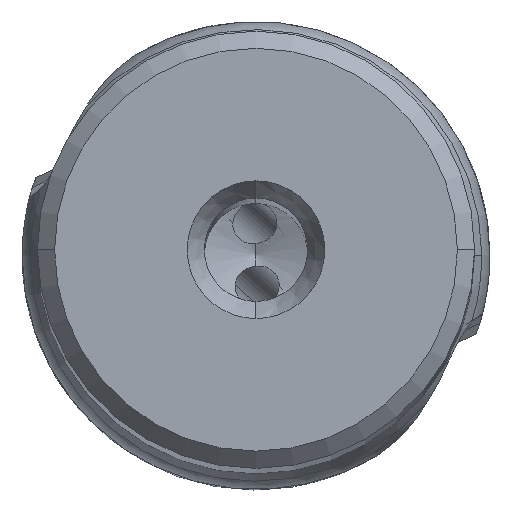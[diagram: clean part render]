
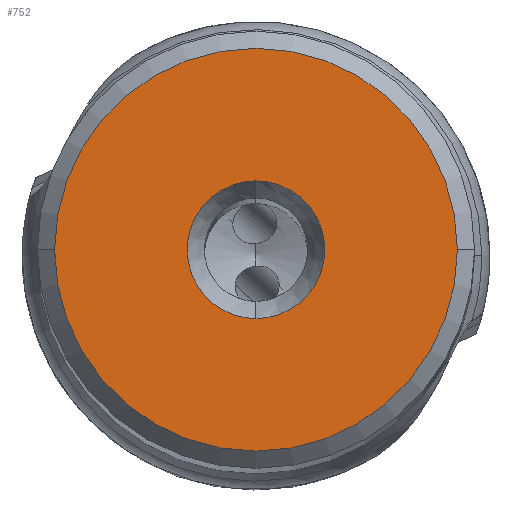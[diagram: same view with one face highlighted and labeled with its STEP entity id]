
A CAD part, top view. The second image highlights one B-rep face of the part: STEP entity #752.
In plain terms, the highlighted planar face has unit normal (0, 0, 1).
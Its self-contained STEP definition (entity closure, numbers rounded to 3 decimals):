
#145=PLANE('',#4230);
#174=FACE_BOUND('',#1281,.T.);
#175=FACE_BOUND('',#1282,.T.);
#752=ADVANCED_FACE('',(#174,#175),#145,.T.);
#1281=EDGE_LOOP('',(#2297,#2298,#2299));
#1282=EDGE_LOOP('',(#2300,#2301));
#1444=CIRCLE('',#4224,4.);
#1445=CIRCLE('',#4226,11.7);
#1446=CIRCLE('',#4227,11.7);
#1447=CIRCLE('',#4228,11.7);
#1448=CIRCLE('',#4229,4.);
#2297=ORIENTED_EDGE('',*,*,#3523,.F.);
#2298=ORIENTED_EDGE('',*,*,#3524,.F.);
#2299=ORIENTED_EDGE('',*,*,#3525,.F.);
#2300=ORIENTED_EDGE('',*,*,#3522,.F.);
#2301=ORIENTED_EDGE('',*,*,#3526,.F.);
#3024=VERTEX_POINT('',#8936);
#3025=VERTEX_POINT('',#8938);
#3026=VERTEX_POINT('',#8942);
#3027=VERTEX_POINT('',#8943);
#3028=VERTEX_POINT('',#8945);
#3522=EDGE_CURVE('',#3025,#3024,#1444,.T.);
#3523=EDGE_CURVE('',#3026,#3027,#1445,.T.);
#3524=EDGE_CURVE('',#3028,#3026,#1446,.T.);
#3525=EDGE_CURVE('',#3027,#3028,#1447,.T.);
#3526=EDGE_CURVE('',#3024,#3025,#1448,.T.);
#4224=AXIS2_PLACEMENT_3D('',#8939,#5041,#5042);
#4226=AXIS2_PLACEMENT_3D('',#8941,#5045,#5046);
#4227=AXIS2_PLACEMENT_3D('',#8944,#5047,#5048);
#4228=AXIS2_PLACEMENT_3D('',#8946,#5049,#5050);
#4229=AXIS2_PLACEMENT_3D('',#8947,#5051,#5052);
#4230=AXIS2_PLACEMENT_3D('',#8948,#5053,#5054);
#5041=DIRECTION('',(0.,0.,1.));
#5042=DIRECTION('',(0.,1.,0.));
#5045=DIRECTION('',(0.,0.,-1.));
#5046=DIRECTION('',(-1.,0.,0.));
#5047=DIRECTION('',(0.,0.,-1.));
#5048=DIRECTION('',(0.,-1.,0.));
#5049=DIRECTION('',(0.,0.,-1.));
#5050=DIRECTION('',(1.,0.,0.));
#5051=DIRECTION('',(0.,0.,1.));
#5052=DIRECTION('',(0.,-1.,0.));
#5053=DIRECTION('',(0.,0.,1.));
#5054=DIRECTION('',(-1.,0.,0.));
#8936=CARTESIAN_POINT('',(0.,-4.,0.));
#8938=CARTESIAN_POINT('',(0.,4.,0.));
#8939=CARTESIAN_POINT('',(0.,0.,0.));
#8941=CARTESIAN_POINT('',(0.,0.,0.));
#8942=CARTESIAN_POINT('',(-11.7,0.,0.));
#8943=CARTESIAN_POINT('',(11.7,0.,0.));
#8944=CARTESIAN_POINT('',(0.,0.,0.));
#8945=CARTESIAN_POINT('',(0.,-11.7,0.));
#8946=CARTESIAN_POINT('',(0.,0.,0.));
#8947=CARTESIAN_POINT('',(0.,0.,0.));
#8948=CARTESIAN_POINT('',(0.,0.,0.));
